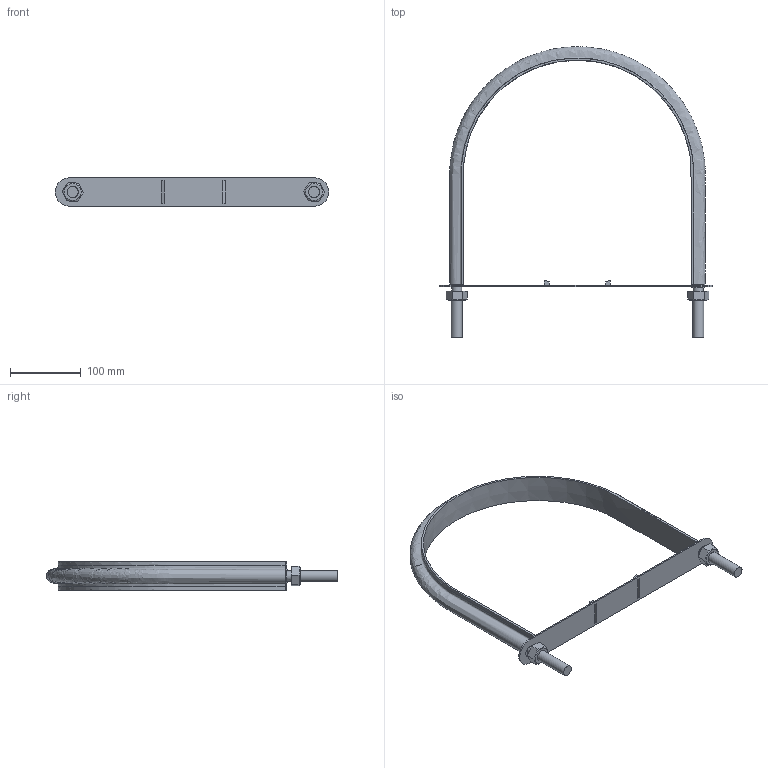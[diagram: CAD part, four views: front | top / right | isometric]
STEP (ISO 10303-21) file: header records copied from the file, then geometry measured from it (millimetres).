
FILE_DESCRIPTION( ( 'STEP AP203' ), '1' );
FILE_NAME( 'VP300.step', '2022-06-27T07:09:19', ( ' ' ), ( ' ' ), 'XStep 1.0', ' ', ' ' );
FILE_SCHEMA( ( 'CONFIG_CONTROL_DESIGN' ) );
Length unit declared in the file: millimetre
Products named in the file (7): 1; 2; 3; 4; 5; 6; 7
Bounding box: 386 x 409.75 x 40 mm (x, y, z)
Volume: 404471 mm3; surface area: 212746.7 mm2
Topology: 6 solids, 7 shells, 77 faces, 176 edges, 116 vertices
Faces by surface type: plane 53, cylinder 12, cone 6, bspline 3, extrusion 3
Full cylindrical faces by diameter (mm): 13.835 x2, 15.5 x2, 16 x1, 17.8 x1
Entity records: 4191 total; most frequent: CARTESIAN_POINT 2216, DIRECTION 325, ORIENTED_EDGE 318, EDGE_CURVE 160, VERTEX_POINT 114, VECTOR 109, AXIS2_PLACEMENT_3D 108, EDGE_LOOP 106
